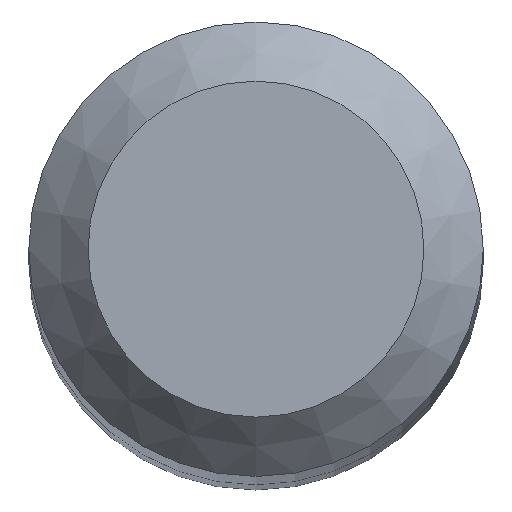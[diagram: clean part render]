
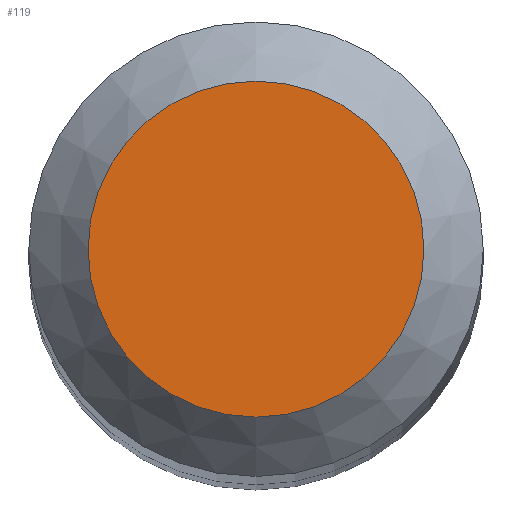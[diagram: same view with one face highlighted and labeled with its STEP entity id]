
A CAD part, top view. The second image highlights one B-rep face of the part: STEP entity #119.
In plain terms, the highlighted planar face has unit normal (0, 0, 1).
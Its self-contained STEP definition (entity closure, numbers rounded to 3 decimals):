
#3 = AXIS2_PLACEMENT_3D ( 'NONE', #125, #156, #43 ) ;
#43 = DIRECTION ( 'NONE',  ( 0., 1., 0. ) ) ;
#46 = DIRECTION ( 'NONE',  ( 0., 1., 0. ) ) ;
#72 = ORIENTED_EDGE ( 'NONE', *, *, #158, .F. ) ;
#93 = FACE_OUTER_BOUND ( 'NONE', #104, .T. ) ;
#94 = CARTESIAN_POINT ( 'NONE',  ( 0., 0., 40. ) ) ;
#104 = EDGE_LOOP ( 'NONE', ( #72 ) ) ;
#119 = ADVANCED_FACE ( 'NONE', ( #93 ), #157, .F. ) ;
#125 = CARTESIAN_POINT ( 'NONE',  ( 0., 0., 40. ) ) ;
#127 = CARTESIAN_POINT ( 'NONE',  ( 0., 0.85, 40. ) ) ;
#142 = VERTEX_POINT ( 'NONE', #127 ) ;
#156 = DIRECTION ( 'NONE',  ( 0., 0., -1. ) ) ;
#157 = PLANE ( 'NONE',  #165 ) ;
#158 = EDGE_CURVE ( 'NONE', #142, #142, #187, .T. ) ;
#165 = AXIS2_PLACEMENT_3D ( 'NONE', #94, #168, #46 ) ;
#168 = DIRECTION ( 'NONE',  ( 0., 0., -1. ) ) ;
#187 = CIRCLE ( 'NONE', #3, 0.85 ) ;
